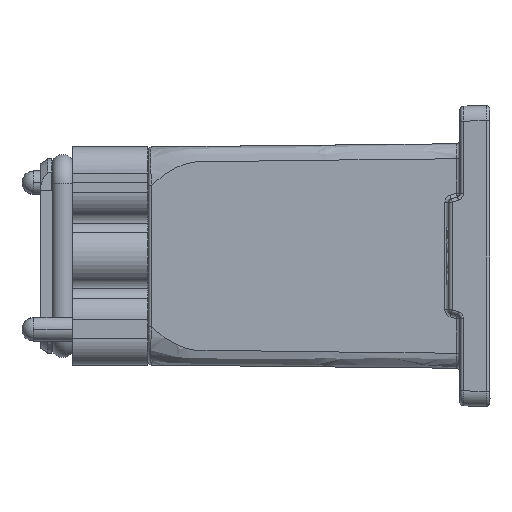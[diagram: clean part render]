
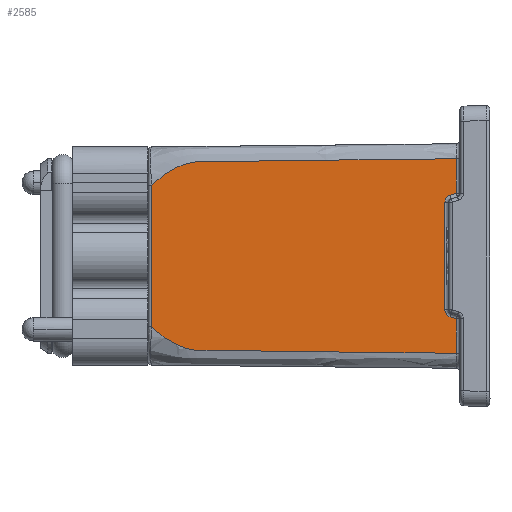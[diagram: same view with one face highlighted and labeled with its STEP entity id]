
A CAD part, left-side view. The second image highlights one B-rep face of the part: STEP entity #2585.
In plain terms, the highlighted planar face has unit normal (-1, 0.011, 0).
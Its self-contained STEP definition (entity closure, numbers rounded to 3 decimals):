
#1527=FACE_OUTER_BOUND('',#8347,.T.);
#2585=ADVANCED_FACE('NONE',(#1527),#3136,.T.);
#3136=PLANE('',#20604);
#4305=LINE('',#39478,#5532);
#4306=LINE('',#39490,#5533);
#4307=LINE('',#39492,#5534);
#4309=LINE('',#39623,#5536);
#4310=LINE('',#39625,#5537);
#4311=LINE('',#39647,#5538);
#5532=VECTOR('',#23798,1.);
#5533=VECTOR('',#23803,1.);
#5534=VECTOR('',#23806,1.);
#5536=VECTOR('',#23810,1.);
#5537=VECTOR('',#23813,1.);
#5538=VECTOR('',#23818,1.);
#6941=B_SPLINE_CURVE_WITH_KNOTS('',3,(#39463,#39464,#39465,#39466),
 .UNSPECIFIED.,.F.,.F.,(4,4),(0.,1.),.UNSPECIFIED.);
#6945=B_SPLINE_CURVE_WITH_KNOTS('',3,(#39485,#39486,#39487,#39488),
 .UNSPECIFIED.,.F.,.F.,(4,4),(0.,1.),.UNSPECIFIED.);
#6947=B_SPLINE_CURVE_WITH_KNOTS('',3,(#39501,#39502,#39503,#39504,#39505,
#39506,#39507,#39508,#39509,#39510,#39511,#39512,#39513,#39514,#39515,#39516,
#39517,#39518,#39519,#39520,#39521,#39522,#39523,#39524,#39525,#39526,#39527,
#39528,#39529,#39530,#39531,#39532),.UNSPECIFIED.,.F.,.F.,(4,1,1,2,2,1,
2,2,1,1,1,2,2,1,1,1,1,2,2,2,4),(0.,0.063,0.094,
0.109,0.125,0.141,0.148,
0.156,0.172,0.18,0.184,
0.186,0.188,0.219,0.234,
0.242,0.246,0.248,0.25,
0.5,1.),.UNSPECIFIED.);
#6979=B_SPLINE_CURVE_WITH_KNOTS('',3,(#40189,#40190,#40191,#40192,#40193,
#40194,#40195,#40196,#40197,#40198,#40199,#40200),.UNSPECIFIED.,.F.,.F.,
(4,2,2,2,2,4),(0.,0.125,0.188,0.25,0.5,
1.),.UNSPECIFIED.);
#8347=EDGE_LOOP('',(#13483,#13484,#13485,#13486,#13487,#13488,#13489,#13490,
#13491,#13492));
#13483=ORIENTED_EDGE('',*,*,#18936,.T.);
#13484=ORIENTED_EDGE('',*,*,#18937,.T.);
#13485=ORIENTED_EDGE('',*,*,#18925,.T.);
#13486=ORIENTED_EDGE('',*,*,#18928,.T.);
#13487=ORIENTED_EDGE('',*,*,#18930,.T.);
#13488=ORIENTED_EDGE('',*,*,#18931,.T.);
#13489=ORIENTED_EDGE('',*,*,#18941,.T.);
#13490=ORIENTED_EDGE('',*,*,#18981,.F.);
#13491=ORIENTED_EDGE('',*,*,#18932,.T.);
#13492=ORIENTED_EDGE('',*,*,#18935,.T.);
#16121=VERTEX_POINT('',#38305);
#16122=VERTEX_POINT('',#38313);
#16125=VERTEX_POINT('',#38352);
#16156=VERTEX_POINT('',#38923);
#16181=VERTEX_POINT('',#39462);
#16182=VERTEX_POINT('',#39467);
#16183=VERTEX_POINT('',#39477);
#16184=VERTEX_POINT('',#39484);
#16185=VERTEX_POINT('',#39493);
#16189=VERTEX_POINT('',#39646);
#18925=EDGE_CURVE('NONE',#16182,#16181,#6941,.T.);
#18928=EDGE_CURVE('NONE',#16181,#16183,#4305,.T.);
#18930=EDGE_CURVE('NONE',#16183,#16184,#6945,.T.);
#18931=EDGE_CURVE('NONE',#16184,#16125,#4306,.T.);
#18932=EDGE_CURVE('NONE',#16185,#16156,#4307,.T.);
#18935=EDGE_CURVE('NONE',#16156,#16121,#6947,.T.);
#18936=EDGE_CURVE('NONE',#16121,#16122,#4309,.T.);
#18937=EDGE_CURVE('NONE',#16122,#16182,#4310,.T.);
#18941=EDGE_CURVE('NONE',#16125,#16189,#4311,.T.);
#18981=EDGE_CURVE('NONE',#16185,#16189,#6979,.T.);
#20604=AXIS2_PLACEMENT_3D('',#40201,#23859,#23860);
#23798=DIRECTION('',(0.,0.,1.));
#23803=DIRECTION('',(-0.01,-0.949,0.316));
#23806=DIRECTION('',(0.,0.,-1.));
#23810=DIRECTION('',(0.,0.,1.));
#23813=DIRECTION('',(0.01,0.949,0.316));
#23818=DIRECTION('',(0.,0.,1.));
#23859=DIRECTION('',(-1.,0.01,0.));
#23860=DIRECTION('',(-0.01,-1.,0.));
#38305=CARTESIAN_POINT('',(29.024,8.99,-65.842));
#38313=CARTESIAN_POINT('',(29.024,8.99,-56.703));
#38352=CARTESIAN_POINT('',(29.024,8.99,-23.262));
#38923=CARTESIAN_POINT('',(29.872,90.011,-58.842));
#39462=CARTESIAN_POINT('',(29.056,11.99,-54.262));
#39463=CARTESIAN_POINT('',(29.041,10.622,-56.159));
#39464=CARTESIAN_POINT('',(29.049,11.445,-55.877));
#39465=CARTESIAN_POINT('',(29.055,11.982,-55.134));
#39466=CARTESIAN_POINT('',(29.055,11.99,-54.262));
#39467=CARTESIAN_POINT('',(29.042,10.622,-56.159));
#39477=CARTESIAN_POINT('',(29.055,11.99,-25.703));
#39478=CARTESIAN_POINT('',(29.055,11.99,-72.955));
#39484=CARTESIAN_POINT('',(29.042,10.622,-23.806));
#39485=CARTESIAN_POINT('',(29.055,11.99,-25.703));
#39486=CARTESIAN_POINT('',(29.055,11.983,-24.834));
#39487=CARTESIAN_POINT('',(29.05,11.447,-24.089));
#39488=CARTESIAN_POINT('',(29.041,10.622,-23.806));
#39490=CARTESIAN_POINT('',(29.041,10.622,-23.806));
#39492=CARTESIAN_POINT('',(29.872,90.011,-72.955));
#39493=CARTESIAN_POINT('',(29.872,90.011,-21.123));
#39501=CARTESIAN_POINT('',(29.872,90.011,-58.842));
#39502=CARTESIAN_POINT('',(29.857,88.582,-60.205));
#39503=CARTESIAN_POINT('',(29.835,86.428,-61.918));
#39504=CARTESIAN_POINT('',(29.808,83.898,-63.336));
#39505=CARTESIAN_POINT('',(29.797,82.809,-63.819));
#39506=CARTESIAN_POINT('',(29.789,82.083,-64.114));
#39507=CARTESIAN_POINT('',(29.786,81.772,-64.23));
#39508=CARTESIAN_POINT('',(29.777,80.939,-64.504));
#39509=CARTESIAN_POINT('',(29.771,80.313,-64.682));
#39510=CARTESIAN_POINT('',(29.764,79.684,-64.819));
#39511=CARTESIAN_POINT('',(29.76,79.263,-64.901));
#39512=CARTESIAN_POINT('',(29.757,79.011,-64.944));
#39513=CARTESIAN_POINT('',(29.752,78.504,-65.021));
#39514=CARTESIAN_POINT('',(29.746,77.928,-65.081));
#39515=CARTESIAN_POINT('',(29.737,77.135,-65.12));
#39516=CARTESIAN_POINT('',(29.733,76.709,-65.132));
#39517=CARTESIAN_POINT('',(29.731,76.52,-65.135));
#39518=CARTESIAN_POINT('',(29.73,76.392,-65.137));
#39519=CARTESIAN_POINT('',(29.728,76.279,-65.138));
#39520=CARTESIAN_POINT('',(29.726,76.,-65.141));
#39521=CARTESIAN_POINT('',(29.717,75.157,-65.149));
#39522=CARTESIAN_POINT('',(29.698,73.385,-65.167));
#39523=CARTESIAN_POINT('',(29.687,72.302,-65.179));
#39524=CARTESIAN_POINT('',(29.681,71.711,-65.185));
#39525=CARTESIAN_POINT('',(29.678,71.447,-65.188));
#39526=CARTESIAN_POINT('',(29.676,71.269,-65.189));
#39527=CARTESIAN_POINT('',(29.675,71.141,-65.191));
#39528=CARTESIAN_POINT('',(29.602,64.179,-65.264));
#39529=CARTESIAN_POINT('',(29.53,57.289,-65.336));
#39530=CARTESIAN_POINT('',(29.313,36.588,-65.552));
#39531=CARTESIAN_POINT('',(29.168,22.788,-65.697));
#39532=CARTESIAN_POINT('',(29.024,8.99,-65.842));
#39623=CARTESIAN_POINT('',(29.024,8.99,-72.955));
#39625=CARTESIAN_POINT('',(29.024,8.99,-56.703));
#39646=CARTESIAN_POINT('',(29.024,8.99,-14.124));
#39647=CARTESIAN_POINT('',(29.024,8.99,-72.955));
#40189=CARTESIAN_POINT('',(29.872,90.011,-21.123));
#40190=CARTESIAN_POINT('',(29.848,87.668,-18.898));
#40191=CARTESIAN_POINT('',(29.819,84.957,-16.879));
#40192=CARTESIAN_POINT('',(29.769,80.14,-15.159));
#40193=CARTESIAN_POINT('',(29.751,78.41,-14.856));
#40194=CARTESIAN_POINT('',(29.714,74.939,-14.806));
#40195=CARTESIAN_POINT('',(29.696,73.203,-14.796));
#40196=CARTESIAN_POINT('',(29.605,64.526,-14.704));
#40197=CARTESIAN_POINT('',(29.533,57.584,-14.633));
#40198=CARTESIAN_POINT('',(29.315,36.758,-14.414));
#40199=CARTESIAN_POINT('',(29.169,22.874,-14.269));
#40200=CARTESIAN_POINT('',(29.024,8.99,-14.124));
#40201=CARTESIAN_POINT('',(29.883,91.,-72.955));
